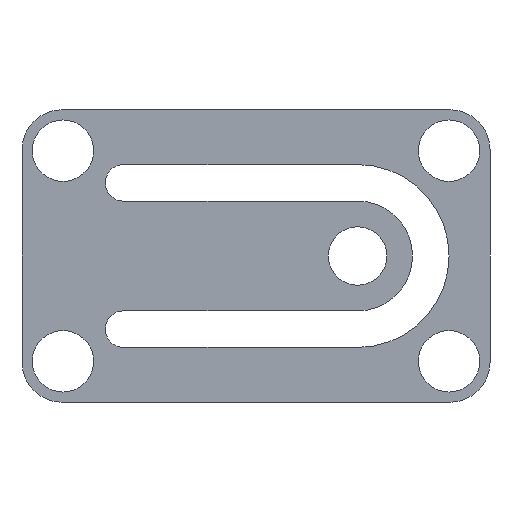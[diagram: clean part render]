
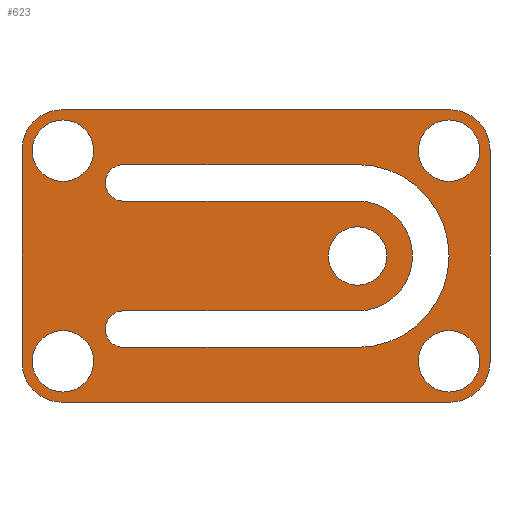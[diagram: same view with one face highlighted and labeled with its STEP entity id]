
A CAD part, front view. The second image highlights one B-rep face of the part: STEP entity #623.
In plain terms, the highlighted planar face has unit normal (0, -1, 0).
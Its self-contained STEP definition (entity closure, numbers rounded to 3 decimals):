
#22=FACE_BOUND('',#122,.T.);
#23=FACE_BOUND('',#123,.T.);
#24=FACE_BOUND('',#124,.T.);
#25=FACE_BOUND('',#125,.T.);
#26=FACE_BOUND('',#126,.T.);
#27=FACE_BOUND('',#127,.T.);
#38=PLANE('',#695);
#82=FACE_OUTER_BOUND('',#121,.T.);
#121=EDGE_LOOP('',(#554,#555,#556,#557,#558,#559,#560,#561));
#122=EDGE_LOOP('',(#562,#563,#564,#565,#566,#567,#568,#569));
#123=EDGE_LOOP('',(#570));
#124=EDGE_LOOP('',(#571));
#125=EDGE_LOOP('',(#572));
#126=EDGE_LOOP('',(#573));
#127=EDGE_LOOP('',(#574));
#147=LINE('',#1148,#196);
#151=LINE('',#1160,#200);
#155=LINE('',#1172,#204);
#159=LINE('',#1183,#208);
#161=LINE('',#1188,#210);
#166=LINE('',#1202,#215);
#170=LINE('',#1214,#219);
#174=LINE('',#1226,#223);
#196=VECTOR('',#773,10.);
#200=VECTOR('',#785,10.);
#204=VECTOR('',#797,10.);
#208=VECTOR('',#809,10.);
#210=VECTOR('',#813,10.);
#215=VECTOR('',#826,10.);
#219=VECTOR('',#838,10.);
#223=VECTOR('',#850,10.);
#231=CIRCLE('',#649,2.1);
#233=CIRCLE('',#652,2.1);
#235=CIRCLE('',#655,2.1);
#237=CIRCLE('',#658,2.1);
#239=CIRCLE('',#661,2.);
#240=CIRCLE('',#663,1.25);
#242=CIRCLE('',#667,6.25);
#244=CIRCLE('',#671,1.25);
#246=CIRCLE('',#675,3.75);
#248=CIRCLE('',#680,2.75);
#250=CIRCLE('',#684,2.75);
#252=CIRCLE('',#688,2.75);
#254=CIRCLE('',#692,2.75);
#273=VERTEX_POINT('',#1110);
#275=VERTEX_POINT('',#1116);
#277=VERTEX_POINT('',#1122);
#279=VERTEX_POINT('',#1128);
#281=VERTEX_POINT('',#1134);
#282=VERTEX_POINT('',#1138);
#283=VERTEX_POINT('',#1139);
#286=VERTEX_POINT('',#1147);
#288=VERTEX_POINT('',#1153);
#290=VERTEX_POINT('',#1159);
#292=VERTEX_POINT('',#1165);
#294=VERTEX_POINT('',#1171);
#296=VERTEX_POINT('',#1177);
#298=VERTEX_POINT('',#1186);
#299=VERTEX_POINT('',#1187);
#302=VERTEX_POINT('',#1195);
#304=VERTEX_POINT('',#1201);
#306=VERTEX_POINT('',#1207);
#308=VERTEX_POINT('',#1213);
#310=VERTEX_POINT('',#1219);
#312=VERTEX_POINT('',#1225);
#340=EDGE_CURVE('',#273,#273,#231,.T.);
#343=EDGE_CURVE('',#275,#275,#233,.T.);
#346=EDGE_CURVE('',#277,#277,#235,.T.);
#349=EDGE_CURVE('',#279,#279,#237,.T.);
#352=EDGE_CURVE('',#281,#281,#239,.T.);
#353=EDGE_CURVE('',#282,#283,#240,.T.);
#357=EDGE_CURVE('',#286,#282,#147,.T.);
#360=EDGE_CURVE('',#288,#286,#242,.T.);
#363=EDGE_CURVE('',#290,#288,#151,.T.);
#366=EDGE_CURVE('',#292,#290,#244,.T.);
#369=EDGE_CURVE('',#294,#292,#155,.T.);
#372=EDGE_CURVE('',#296,#294,#246,.T.);
#375=EDGE_CURVE('',#283,#296,#159,.T.);
#377=EDGE_CURVE('',#298,#299,#161,.T.);
#381=EDGE_CURVE('',#302,#299,#248,.T.);
#384=EDGE_CURVE('',#302,#304,#166,.T.);
#387=EDGE_CURVE('',#306,#304,#250,.T.);
#390=EDGE_CURVE('',#306,#308,#170,.T.);
#393=EDGE_CURVE('',#310,#308,#252,.T.);
#396=EDGE_CURVE('',#310,#312,#174,.T.);
#399=EDGE_CURVE('',#298,#312,#254,.T.);
#554=ORIENTED_EDGE('',*,*,#399,.F.);
#555=ORIENTED_EDGE('',*,*,#377,.T.);
#556=ORIENTED_EDGE('',*,*,#381,.F.);
#557=ORIENTED_EDGE('',*,*,#384,.T.);
#558=ORIENTED_EDGE('',*,*,#387,.F.);
#559=ORIENTED_EDGE('',*,*,#390,.T.);
#560=ORIENTED_EDGE('',*,*,#393,.F.);
#561=ORIENTED_EDGE('',*,*,#396,.T.);
#562=ORIENTED_EDGE('',*,*,#375,.F.);
#563=ORIENTED_EDGE('',*,*,#353,.F.);
#564=ORIENTED_EDGE('',*,*,#357,.F.);
#565=ORIENTED_EDGE('',*,*,#360,.F.);
#566=ORIENTED_EDGE('',*,*,#363,.F.);
#567=ORIENTED_EDGE('',*,*,#366,.F.);
#568=ORIENTED_EDGE('',*,*,#369,.F.);
#569=ORIENTED_EDGE('',*,*,#372,.F.);
#570=ORIENTED_EDGE('',*,*,#352,.F.);
#571=ORIENTED_EDGE('',*,*,#349,.F.);
#572=ORIENTED_EDGE('',*,*,#346,.F.);
#573=ORIENTED_EDGE('',*,*,#343,.F.);
#574=ORIENTED_EDGE('',*,*,#340,.F.);
#623=ADVANCED_FACE('',(#82,#22,#23,#24,#25,#26,#27),#38,.F.);
#649=AXIS2_PLACEMENT_3D('',#1112,#733,#734);
#652=AXIS2_PLACEMENT_3D('',#1118,#740,#741);
#655=AXIS2_PLACEMENT_3D('',#1124,#747,#748);
#658=AXIS2_PLACEMENT_3D('',#1130,#754,#755);
#661=AXIS2_PLACEMENT_3D('',#1136,#761,#762);
#663=AXIS2_PLACEMENT_3D('',#1140,#765,#766);
#667=AXIS2_PLACEMENT_3D('',#1154,#778,#779);
#671=AXIS2_PLACEMENT_3D('',#1166,#790,#791);
#675=AXIS2_PLACEMENT_3D('',#1178,#802,#803);
#680=AXIS2_PLACEMENT_3D('',#1196,#819,#820);
#684=AXIS2_PLACEMENT_3D('',#1208,#831,#832);
#688=AXIS2_PLACEMENT_3D('',#1220,#843,#844);
#692=AXIS2_PLACEMENT_3D('',#1231,#855,#856);
#695=AXIS2_PLACEMENT_3D('',#1234,#861,#862);
#733=DIRECTION('center_axis',(0.,-1.,0.));
#734=DIRECTION('ref_axis',(1.,0.,0.));
#740=DIRECTION('center_axis',(0.,-1.,0.));
#741=DIRECTION('ref_axis',(1.,0.,0.));
#747=DIRECTION('center_axis',(0.,-1.,0.));
#748=DIRECTION('ref_axis',(1.,0.,0.));
#754=DIRECTION('center_axis',(0.,-1.,0.));
#755=DIRECTION('ref_axis',(1.,0.,0.));
#761=DIRECTION('center_axis',(0.,-1.,0.));
#762=DIRECTION('ref_axis',(1.,0.,0.));
#765=DIRECTION('center_axis',(0.,-1.,0.));
#766=DIRECTION('ref_axis',(0.,0.,-1.));
#773=DIRECTION('',(-1.,0.,0.));
#778=DIRECTION('center_axis',(0.,-1.,0.));
#779=DIRECTION('ref_axis',(0.,0.,1.));
#785=DIRECTION('',(1.,0.,0.));
#790=DIRECTION('center_axis',(0.,-1.,0.));
#791=DIRECTION('ref_axis',(0.,0.,-1.));
#797=DIRECTION('',(-1.,0.,0.));
#802=DIRECTION('center_axis',(0.,1.,0.));
#803=DIRECTION('ref_axis',(0.,0.,1.));
#809=DIRECTION('',(1.,0.,0.));
#813=DIRECTION('',(-1.,0.,0.));
#819=DIRECTION('center_axis',(0.,1.,0.));
#820=DIRECTION('ref_axis',(-1.,0.,0.));
#826=DIRECTION('',(0.,0.,-1.));
#831=DIRECTION('center_axis',(0.,1.,0.));
#832=DIRECTION('ref_axis',(0.,0.,-1.));
#838=DIRECTION('',(1.,0.,0.));
#843=DIRECTION('center_axis',(0.,1.,0.));
#844=DIRECTION('ref_axis',(1.,0.,0.));
#850=DIRECTION('',(0.,0.,1.));
#855=DIRECTION('center_axis',(0.,1.,0.));
#856=DIRECTION('ref_axis',(0.,0.,1.));
#861=DIRECTION('center_axis',(0.,1.,0.));
#862=DIRECTION('ref_axis',(1.,0.,0.));
#1110=CARTESIAN_POINT('',(27.1,0.,17.2));
#1112=CARTESIAN_POINT('Origin',(29.2,0.,17.2));
#1116=CARTESIAN_POINT('',(27.1,0.,2.8));
#1118=CARTESIAN_POINT('Origin',(29.2,0.,2.8));
#1122=CARTESIAN_POINT('',(0.7,0.,2.8));
#1124=CARTESIAN_POINT('Origin',(2.8,0.,2.8));
#1128=CARTESIAN_POINT('',(0.7,0.,17.2));
#1130=CARTESIAN_POINT('Origin',(2.8,0.,17.2));
#1134=CARTESIAN_POINT('',(20.95,0.,10.));
#1136=CARTESIAN_POINT('Origin',(22.95,0.,10.));
#1138=CARTESIAN_POINT('',(6.95,0.,16.25));
#1139=CARTESIAN_POINT('',(6.95,0.,13.75));
#1140=CARTESIAN_POINT('Origin',(6.95,0.,15.));
#1147=CARTESIAN_POINT('',(22.95,0.,16.25));
#1148=CARTESIAN_POINT('',(22.95,0.,16.25));
#1153=CARTESIAN_POINT('',(22.95,0.,3.75));
#1154=CARTESIAN_POINT('Origin',(22.95,0.,10.));
#1159=CARTESIAN_POINT('',(6.95,0.,3.75));
#1160=CARTESIAN_POINT('',(22.95,0.,3.75));
#1165=CARTESIAN_POINT('',(6.95,0.,6.25));
#1166=CARTESIAN_POINT('Origin',(6.95,0.,5.));
#1171=CARTESIAN_POINT('',(22.95,0.,6.25));
#1172=CARTESIAN_POINT('',(22.95,0.,6.25));
#1177=CARTESIAN_POINT('',(22.95,0.,13.75));
#1178=CARTESIAN_POINT('Origin',(22.95,0.,10.));
#1183=CARTESIAN_POINT('',(22.95,0.,13.75));
#1186=CARTESIAN_POINT('',(29.25,0.,20.));
#1187=CARTESIAN_POINT('',(2.75,0.,20.));
#1188=CARTESIAN_POINT('',(29.25,0.,20.));
#1195=CARTESIAN_POINT('',(0.,0.,17.25));
#1196=CARTESIAN_POINT('Origin',(2.75,0.,17.25));
#1201=CARTESIAN_POINT('',(0.,0.,2.75));
#1202=CARTESIAN_POINT('',(0.,0.,17.25));
#1207=CARTESIAN_POINT('',(2.75,0.,0.));
#1208=CARTESIAN_POINT('Origin',(2.75,0.,2.75));
#1213=CARTESIAN_POINT('',(29.25,0.,0.));
#1214=CARTESIAN_POINT('',(2.75,0.,0.));
#1219=CARTESIAN_POINT('',(32.,0.,2.75));
#1220=CARTESIAN_POINT('Origin',(29.25,0.,2.75));
#1225=CARTESIAN_POINT('',(32.,0.,17.25));
#1226=CARTESIAN_POINT('',(32.,0.,2.75));
#1231=CARTESIAN_POINT('Origin',(29.25,0.,17.25));
#1234=CARTESIAN_POINT('Origin',(16.,0.,10.));
